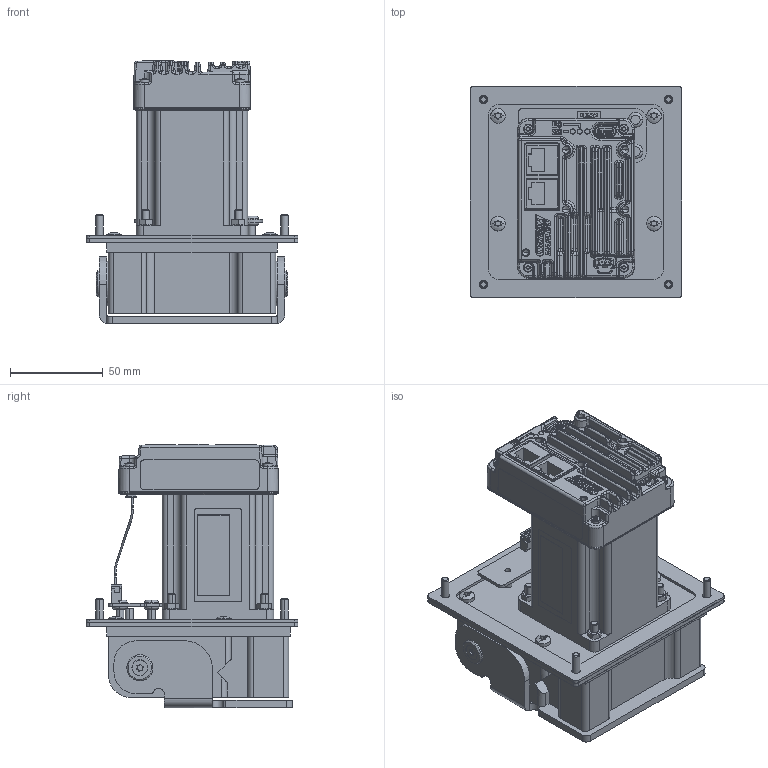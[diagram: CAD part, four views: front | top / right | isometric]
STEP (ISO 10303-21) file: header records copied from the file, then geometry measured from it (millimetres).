
FILE_DESCRIPTION(('Creo Elements/Direct Modeling STEP Export'),'2;1');
FILE_NAME('x409xx.Dxxx.xxx.v1.stp','2024-04-29T 1:01:57',(''),(''),'Creo Elements/Direct Modeling STEP processor for AP214 (Solid Model)','Creo Elements/Direct Modeling 20.5B 27-May-2023 (C) Parametric Technology GmbH','');
FILE_SCHEMA(('AUTOMOTIVE_DESIGN { 1 0 10303 214 1 1 1 1 }'));
Length unit declared in the file: millimetre
Products named in the file (3): RXMD OD; Drive; x409xx.Dxxx.xxx
Assembly tree (2 placements, depth 2):
  x409xx.Dxxx.xxx
    Drive
    RXMD OD
Bounding box: 114 x 114 x 141.73 mm (x, y, z)
Volume: 742915.9 mm3; surface area: 115370 mm2
Topology: 2 solids, 2 shells, 2664 faces, 7071 edges, 4545 vertices
Faces by surface type: plane 1567, cylinder 607, bspline 303, cone 64, torus 49, extrusion 46, sphere 28
Entity records: 132587 total; most frequent: CARTESIAN_POINT 66045, ORIENTED_EDGE 14114, DIRECTION 10925, EDGE_CURVE 7057, VECTOR 4943, LINE 4897, VERTEX_POINT 4545, AXIS2_PLACEMENT_3D 2991
